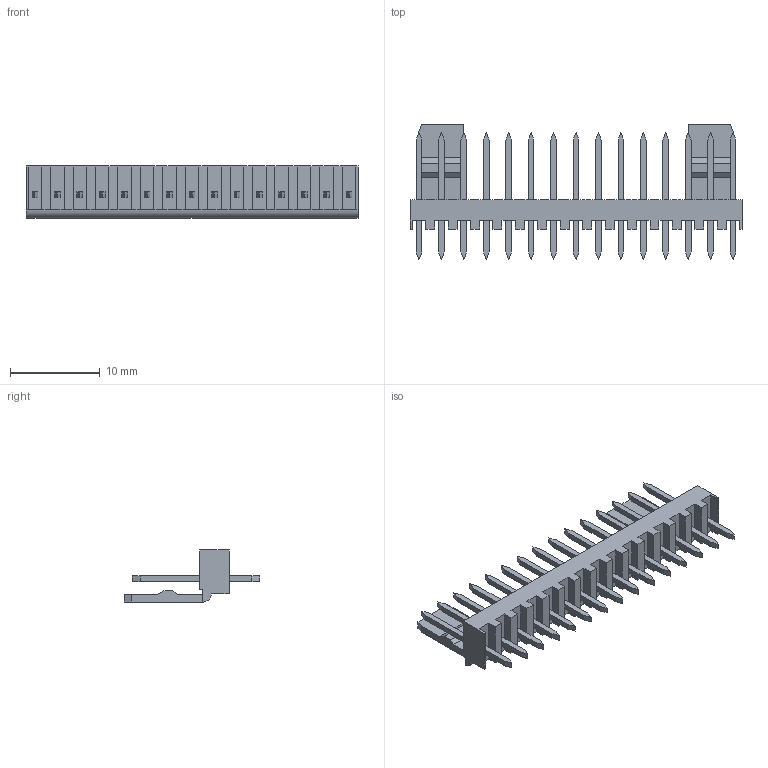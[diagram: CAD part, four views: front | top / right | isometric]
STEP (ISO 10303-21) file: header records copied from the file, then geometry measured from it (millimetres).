
FILE_DESCRIPTION((''),'2;1');
FILE_NAME('022041151','2013-12-25T',('me'),(''),'PRO/ENGINEER BY PARAMETRIC TECHNOLOGY CORPORATION, 2011490','PRO/ENGINEER BY PARAMETRIC TECHNOLOGY CORPORATION, 2011490','');
FILE_SCHEMA(('CONFIG_CONTROL_DESIGN'));
Length unit declared in the file: millimetre
Products named in the file (1): 022041151
Bounding box: 37 x 15.1 x 5.8 mm (x, y, z)
Volume: 641.5 mm3; surface area: 1486.2 mm2
Topology: 1 solids, 1 shells, 338 faces, 906 edges, 614 vertices
Faces by surface type: plane 337, cylinder 1
Entity records: 10378 total; most frequent: CARTESIAN_POINT 1830, ORIENTED_EDGE 1752, DIRECTION 1618, EDGE_CURVE 876, VECTOR 874, LINE 874, VERTEX_POINT 584, EDGE_LOOP 382
